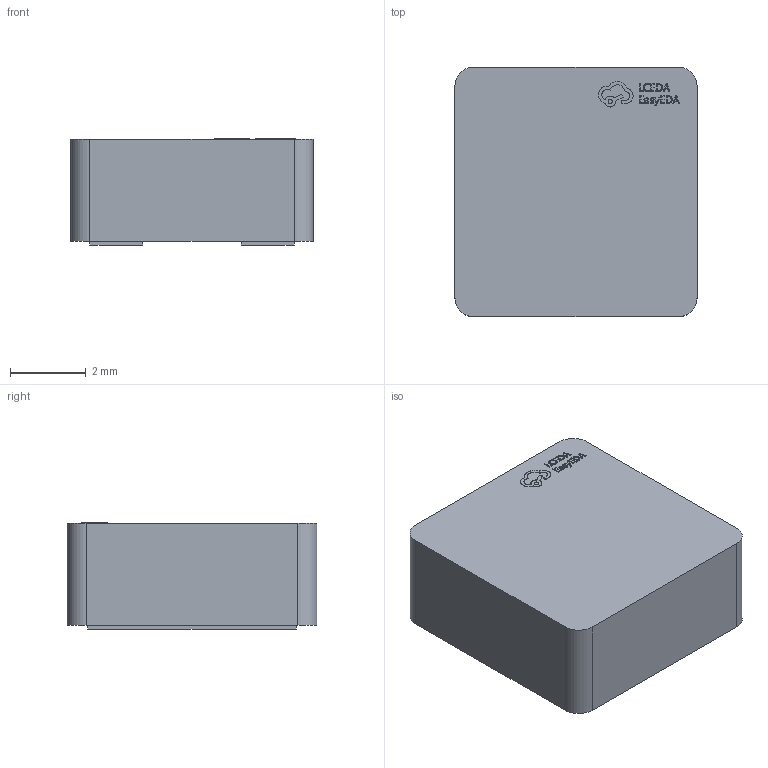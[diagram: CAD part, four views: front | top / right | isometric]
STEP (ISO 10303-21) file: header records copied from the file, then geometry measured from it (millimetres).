
FILE_DESCRIPTION(('CAx-IF Rec.Pracs.---Model Styling and Organization---1.5---2016-08-15','CAx-IF Rec.Pracs.---Geometric and Assembly Validation Properties---4.4---2016-08-17','CAx-IF Rec.Pracs.---User Defined Attributes---1.5---2016-08-15','CAx-IF Rec.Pracs.---External References---2.1---2005-01-19'),'2;1');
FILE_NAME('Inductor 6466.stp','2025-07-18T14:59:57',('Unspecified'),('Unspecified'),'CAD Exchanger 3.11.0 (cadexchanger.com)','Unspecified','');
FILE_SCHEMA(('AUTOMOTIVE_DESIGN { 1 0 10303 214 1 1 1 1 }'));
Length unit declared in the file: millimetre
Products named in the file (4): PCBModel; c9JM-U1; IND-SMD_L6.6-W6.4_YSPIT0630A; SOLID
Assembly tree (3 placements, depth 4):
  PCBModel
    c9JM-U1
      IND-SMD_L6.6-W6.4_YSPIT0630A
        SOLID
Bounding box: 6.4 x 6.6 x 2.81 mm (x, y, z)
Volume: 115 mm3; surface area: 154.9 mm2
Topology: 1 solids, 1 shells, 244 faces, 663 edges, 442 vertices
Faces by surface type: plane 142, bspline 98, cylinder 4
Entity records: 9937 total; most frequent: CARTESIAN_POINT 2657, ORIENTED_EDGE 1326, DIRECTION 767, EDGE_CURVE 663, LINE 455, VECTOR 455, VERTEX_POINT 442, FACE_BOUND 265
